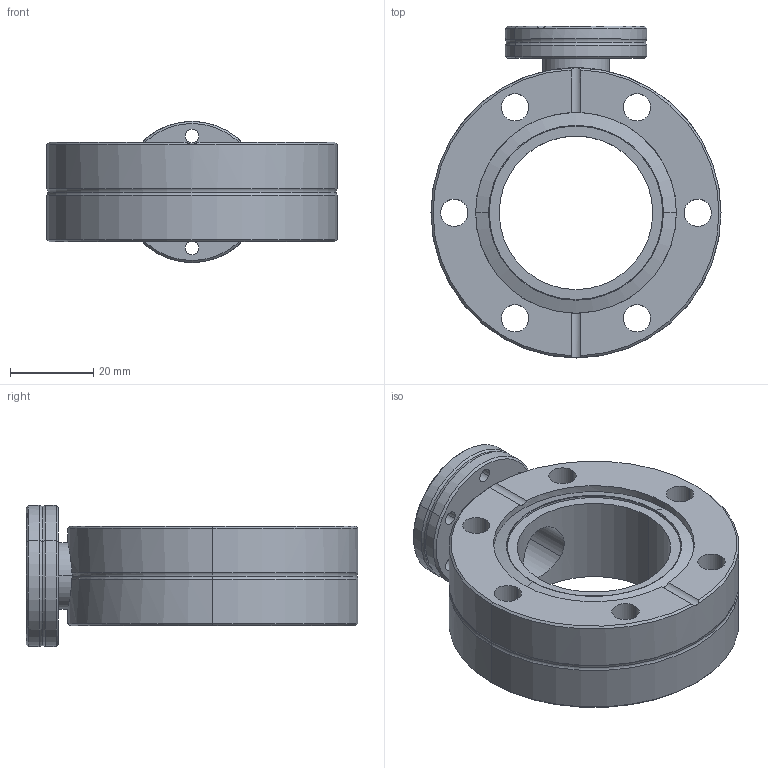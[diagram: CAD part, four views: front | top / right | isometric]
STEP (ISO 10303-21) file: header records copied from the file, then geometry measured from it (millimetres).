
FILE_DESCRIPTION (( 'STEP AP214' ), '1' );
FILE_NAME ('420FDP040-1-16.stp', '2017-05-31T06:31:24', ( '' ), ( '' ), 'SwSTEP 2.0', 'SolidWorks 2015', '' );
FILE_SCHEMA (( 'AUTOMOTIVE_DESIGN' ));
Length unit declared in the file: millimetre
Products named in the file (1): 420FDP040-1-16
Bounding box: 69.9 x 79.95 x 34 mm (x, y, z)
Volume: 62101.7 mm3; surface area: 22057.6 mm2
Topology: 1 solids, 1 shells, 101 faces, 249 edges, 154 vertices
Faces by surface type: cylinder 52, cone 22, torus 16, plane 11
Entity records: 4481 total; most frequent: CARTESIAN_POINT 813, DIRECTION 576, ORIENTED_EDGE 498, AXIS2_PLACEMENT_3D 251, EDGE_CURVE 249, VERTEX_POINT 154, CIRCLE 149, EDGE_LOOP 133
